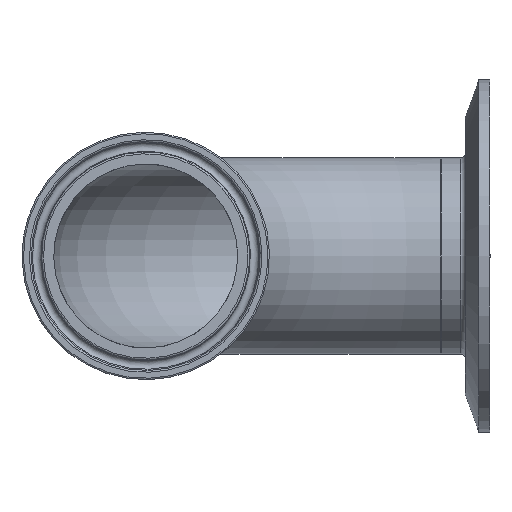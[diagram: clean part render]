
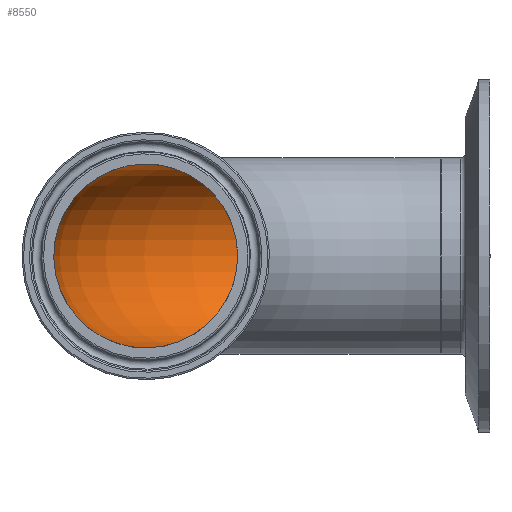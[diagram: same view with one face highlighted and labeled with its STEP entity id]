
A CAD part, front view. The second image highlights one B-rep face of the part: STEP entity #8550.
In plain terms, the highlighted toroidal (fillet/blend) face has major radius 76.2 mm and minor radius 23.749 mm.
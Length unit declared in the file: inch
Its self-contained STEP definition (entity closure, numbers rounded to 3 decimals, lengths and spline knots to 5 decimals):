
#129=CIRCLE('',#8932,0.935);
#130=CIRCLE('',#8933,0.935);
#131=CIRCLE('',#8934,2.065);
#132=CIRCLE('',#8935,0.935);
#133=CIRCLE('',#8936,0.935);
#1867=FACE_OUTER_BOUND('',#2381,.T.);
#2381=EDGE_LOOP('',(#7968,#7969,#7970,#7971,#7972,#7973));
#4059=VERTEX_POINT('',#19834);
#4060=VERTEX_POINT('',#19835);
#4061=VERTEX_POINT('',#19838);
#4062=VERTEX_POINT('',#19840);
#5366=EDGE_CURVE('',#4059,#4060,#129,.T.);
#5367=EDGE_CURVE('',#4060,#4059,#130,.T.);
#5368=EDGE_CURVE('',#4060,#4061,#131,.T.);
#5369=EDGE_CURVE('',#4062,#4061,#132,.T.);
#5370=EDGE_CURVE('',#4061,#4062,#133,.T.);
#7968=ORIENTED_EDGE('',*,*,#5366,.F.);
#7969=ORIENTED_EDGE('',*,*,#5367,.F.);
#7970=ORIENTED_EDGE('',*,*,#5368,.T.);
#7971=ORIENTED_EDGE('',*,*,#5369,.F.);
#7972=ORIENTED_EDGE('',*,*,#5370,.F.);
#7973=ORIENTED_EDGE('',*,*,#5368,.F.);
#8038=TOROIDAL_SURFACE('',#8931,3.,0.935);
#8550=ADVANCED_FACE('',(#1867),#8038,.F.);
#8931=AXIS2_PLACEMENT_3D('',#19833,#10064,#10065);
#8932=AXIS2_PLACEMENT_3D('',#19836,#10066,#10067);
#8933=AXIS2_PLACEMENT_3D('',#19837,#10068,#10069);
#8934=AXIS2_PLACEMENT_3D('',#19839,#10070,#10071);
#8935=AXIS2_PLACEMENT_3D('',#19841,#10072,#10073);
#8936=AXIS2_PLACEMENT_3D('',#19842,#10074,#10075);
#10064=DIRECTION('center_axis',(0.,0.,
-1.));
#10065=DIRECTION('ref_axis',(-1.,0.,0.));
#10066=DIRECTION('center_axis',(0.,1.,0.));
#10067=DIRECTION('ref_axis',(-1.,0.,0.));
#10068=DIRECTION('center_axis',(0.,1.,0.));
#10069=DIRECTION('ref_axis',(-1.,0.,0.));
#10070=DIRECTION('center_axis',(0.,0.,
-1.));
#10071=DIRECTION('ref_axis',(-1.,0.,0.));
#10072=DIRECTION('center_axis',(-1.,0.,0.));
#10073=DIRECTION('ref_axis',(0.,1.,0.));
#10074=DIRECTION('center_axis',(-1.,0.,0.));
#10075=DIRECTION('ref_axis',(0.,1.,0.));
#19833=CARTESIAN_POINT('Origin',(3.,0.,0.));
#19834=CARTESIAN_POINT('',(-0.935,0.,0.));
#19835=CARTESIAN_POINT('',(0.935,0.,0.));
#19836=CARTESIAN_POINT('Origin',(0.,0.,
0.));
#19837=CARTESIAN_POINT('Origin',(0.,0.,
0.));
#19838=CARTESIAN_POINT('',(3.,2.065,0.));
#19839=CARTESIAN_POINT('Origin',(3.,0.,0.));
#19840=CARTESIAN_POINT('',(3.,3.935,0.));
#19841=CARTESIAN_POINT('Origin',(3.,3.,0.));
#19842=CARTESIAN_POINT('Origin',(3.,3.,0.));
